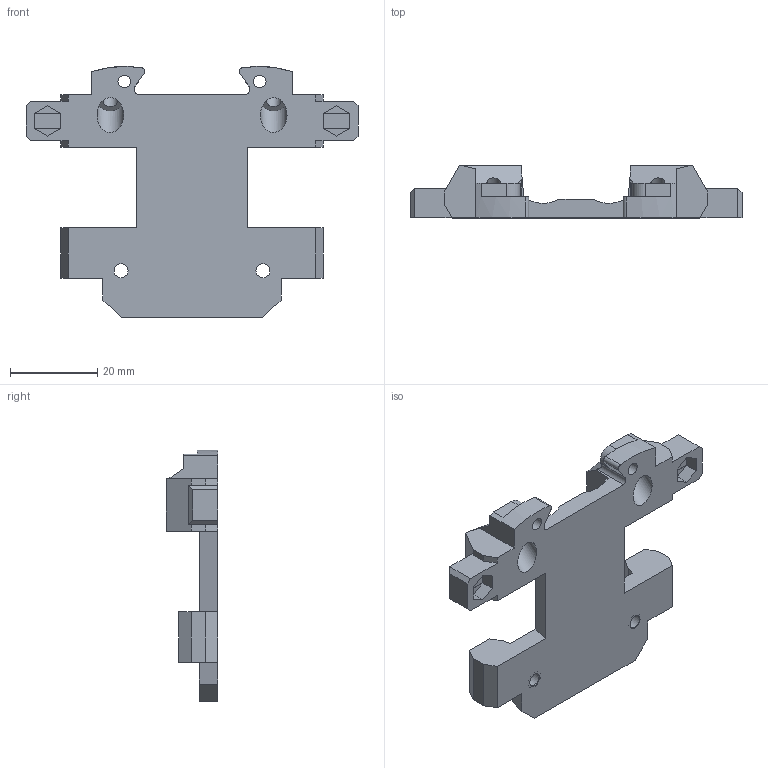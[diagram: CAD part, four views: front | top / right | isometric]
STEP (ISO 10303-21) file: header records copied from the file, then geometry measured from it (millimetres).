
FILE_DESCRIPTION(('FreeCAD Model'),'2;1');
FILE_NAME('Open CASCADE Shape Model','2024-09-14T11:58:33',(''),(''), 'Open CASCADE STEP processor 7.7','Ondsel','Unknown');
FILE_SCHEMA(('AUTOMOTIVE_DESIGN { 1 0 10303 214 1 1 1 1 }'));
Length unit declared in the file: millimetre
Products named in the file (2): TH-Side; TH-Side-Body
Assembly tree (1 placements, depth 2):
  TH-Side
    TH-Side-Body
Bounding box: 76 x 11.9 x 57.52 mm (x, y, z)
Volume: 13527.4 mm3; surface area: 8782.8 mm2
Topology: 1 solids, 1 shells, 164 faces, 446 edges, 294 vertices
Faces by surface type: plane 144, cylinder 20
Full cylindrical faces by diameter (mm): 2.9 x2, 3.2 x2, 3.4 x2, 4.1 x2, 6.1 x2
Entity records: 5166 total; most frequent: CARTESIAN_POINT 908, ORIENTED_EDGE 892, DIRECTION 830, EDGE_CURVE 446, LINE 390, VECTOR 390, VERTEX_POINT 294, AXIS2_PLACEMENT_3D 220
